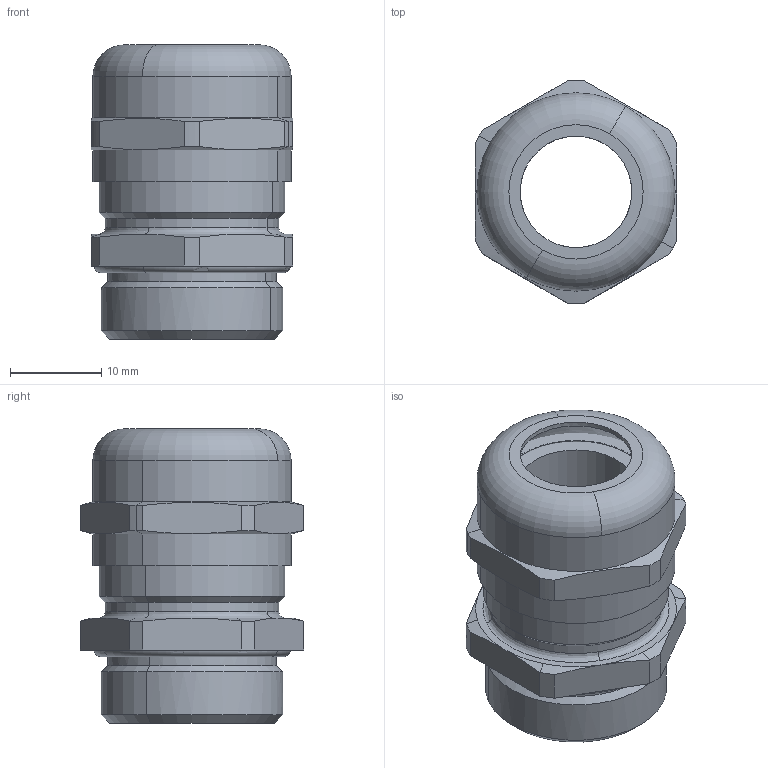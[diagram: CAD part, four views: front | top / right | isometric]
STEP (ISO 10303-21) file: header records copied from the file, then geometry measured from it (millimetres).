
FILE_DESCRIPTION(('CATIA V5R24 STEP','CAx-IF Rec.Pracs.--- Model Styling and Organization---1.2---2011-12-15'),'2;1');
FILE_NAME ('D1455777_0_1772220000_1772220000.stp','2018-04-06T08:37:22+00:00',('none'),('Weidmueller'),'CATIA Version 5-6 Release 2014 SP4 HF52','CATIA V5 STEP AP214','none');
FILE_SCHEMA(('AUTOMOTIVE_DESIGN { 1 0 10303 214 1 1 1 1 }'));
Length unit declared in the file: millimetre
Products named in the file (1): PG 13,5 - M20x1.5 RAKOR
Bounding box: 22 x 24.49 x 32.2 mm (x, y, z)
Volume: 5545.1 mm3; surface area: 7788.7 mm2
Topology: 4 solids, 4 shells, 132 faces, 398 edges, 274 vertices
Faces by surface type: cylinder 50, cone 34, plane 24, torus 20, bspline 4
Entity records: 4844 total; most frequent: CARTESIAN_POINT 1374, ORIENTED_EDGE 796, DIRECTION 563, EDGE_CURVE 398, AXIS2_PLACEMENT_3D 347, VERTEX_POINT 274, CIRCLE 226, EDGE_LOOP 144
